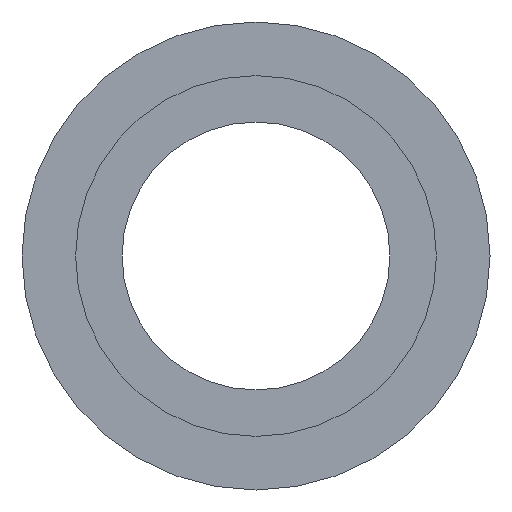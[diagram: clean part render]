
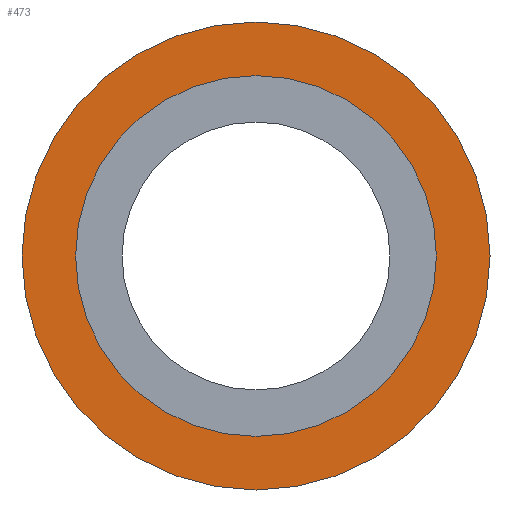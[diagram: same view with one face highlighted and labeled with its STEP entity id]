
A CAD part, front view. The second image highlights one B-rep face of the part: STEP entity #473.
In plain terms, the highlighted planar face has unit normal (0, -1, 0).
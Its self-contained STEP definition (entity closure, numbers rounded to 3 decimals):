
#30 = CARTESIAN_POINT ( 'NONE',  ( 0., 0., 0. ) ) ;
#41 = FACE_BOUND ( 'NONE', #157, .T. ) ;
#121 = ORIENTED_EDGE ( 'NONE', *, *, #481, .F. ) ;
#129 = FACE_OUTER_BOUND ( 'NONE', #368, .T. ) ;
#132 = CARTESIAN_POINT ( 'NONE',  ( 0., 0., 65.5 ) ) ;
#137 = CARTESIAN_POINT ( 'NONE',  ( 0., 0., 0. ) ) ;
#157 = EDGE_LOOP ( 'NONE', ( #178, #327 ) ) ;
#172 = AXIS2_PLACEMENT_3D ( 'NONE', #30, #211, #540 ) ;
#176 = DIRECTION ( 'NONE',  ( 0., 1., 0. ) ) ;
#178 = ORIENTED_EDGE ( 'NONE', *, *, #276, .T. ) ;
#200 = EDGE_CURVE ( 'NONE', #366, #544, #201, .T. ) ;
#201 = CIRCLE ( 'NONE', #472, 50.5 ) ;
#211 = DIRECTION ( 'NONE',  ( 0., 1., 0. ) ) ;
#230 = DIRECTION ( 'NONE',  ( 0., 0., 1. ) ) ;
#250 = AXIS2_PLACEMENT_3D ( 'NONE', #392, #268, #431 ) ;
#265 = AXIS2_PLACEMENT_3D ( 'NONE', #502, #176, #550 ) ;
#268 = DIRECTION ( 'NONE',  ( 0., 1., 0. ) ) ;
#276 = EDGE_CURVE ( 'NONE', #544, #366, #483, .T. ) ;
#295 = VERTEX_POINT ( 'NONE', #132 ) ;
#304 = PLANE ( 'NONE',  #389 ) ;
#309 = DIRECTION ( 'NONE',  ( 0., 1., 0. ) ) ;
#327 = ORIENTED_EDGE ( 'NONE', *, *, #200, .T. ) ;
#339 = CIRCLE ( 'NONE', #172, 65.5 ) ;
#349 = DIRECTION ( 'NONE',  ( 0., 0., 1. ) ) ;
#366 = VERTEX_POINT ( 'NONE', #434 ) ;
#368 = EDGE_LOOP ( 'NONE', ( #381, #121 ) ) ;
#377 = EDGE_CURVE ( 'NONE', #494, #295, #500, .T. ) ;
#381 = ORIENTED_EDGE ( 'NONE', *, *, #377, .F. ) ;
#386 = DIRECTION ( 'NONE',  ( 0., 1., 0. ) ) ;
#389 = AXIS2_PLACEMENT_3D ( 'NONE', #424, #309, #230 ) ;
#392 = CARTESIAN_POINT ( 'NONE',  ( 0., 0., 0. ) ) ;
#424 = CARTESIAN_POINT ( 'NONE',  ( 0., 0., 0. ) ) ;
#431 = DIRECTION ( 'NONE',  ( 0., 0., 1. ) ) ;
#434 = CARTESIAN_POINT ( 'NONE',  ( 0., 0., -50.5 ) ) ;
#472 = AXIS2_PLACEMENT_3D ( 'NONE', #137, #386, #349 ) ;
#473 = ADVANCED_FACE ( 'NONE', ( #41, #129 ), #304, .F. ) ;
#481 = EDGE_CURVE ( 'NONE', #295, #494, #339, .T. ) ;
#483 = CIRCLE ( 'NONE', #250, 50.5 ) ;
#494 = VERTEX_POINT ( 'NONE', #543 ) ;
#500 = CIRCLE ( 'NONE', #265, 65.5 ) ;
#502 = CARTESIAN_POINT ( 'NONE',  ( 0., 0., 0. ) ) ;
#540 = DIRECTION ( 'NONE',  ( 0., 0., 1. ) ) ;
#543 = CARTESIAN_POINT ( 'NONE',  ( 0., 0., -65.5 ) ) ;
#544 = VERTEX_POINT ( 'NONE', #551 ) ;
#550 = DIRECTION ( 'NONE',  ( 0., 0., 1. ) ) ;
#551 = CARTESIAN_POINT ( 'NONE',  ( 0., 0., 50.5 ) ) ;
